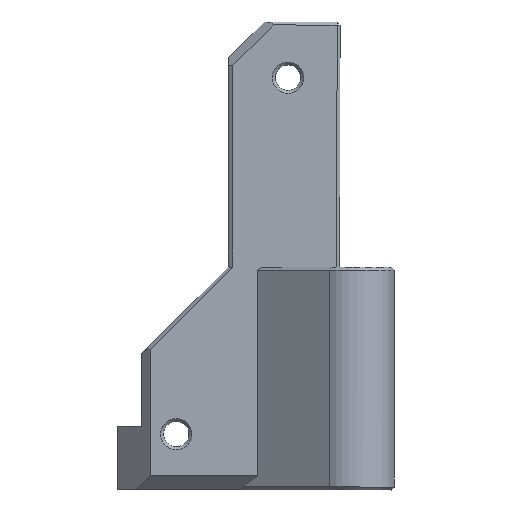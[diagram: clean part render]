
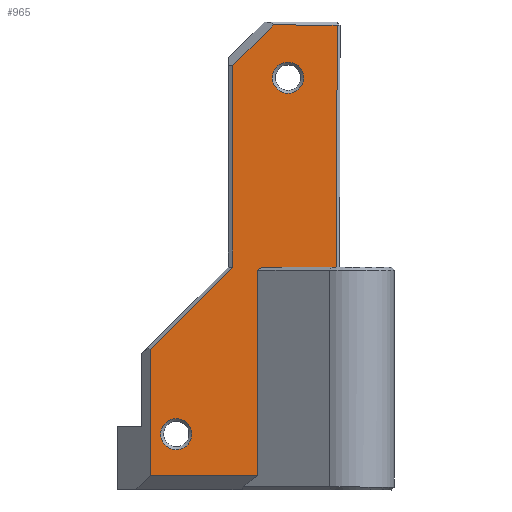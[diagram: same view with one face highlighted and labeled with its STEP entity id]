
A CAD part, left-side view. The second image highlights one B-rep face of the part: STEP entity #965.
In plain terms, the highlighted planar face has unit normal (-1, 0, 0).
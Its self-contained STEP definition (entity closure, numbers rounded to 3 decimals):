
#16=FACE_BOUND('',#387,.T.);
#17=FACE_BOUND('',#388,.T.);
#36=PLANE('',#1055);
#81=LINE('',#1426,#196);
#86=LINE('',#1438,#201);
#96=LINE('',#1461,#211);
#100=LINE('',#1468,#215);
#120=LINE('',#1515,#235);
#122=LINE('',#1518,#237);
#149=LINE('',#1588,#264);
#150=LINE('',#1590,#265);
#151=LINE('',#1592,#266);
#152=LINE('',#1593,#267);
#196=VECTOR('',#1128,10.);
#201=VECTOR('',#1141,10.);
#211=VECTOR('',#1161,10.);
#215=VECTOR('',#1167,10.);
#235=VECTOR('',#1207,1000.);
#237=VECTOR('',#1211,10.);
#264=VECTOR('',#1270,1000.);
#265=VECTOR('',#1271,1000.);
#266=VECTOR('',#1272,1000.);
#267=VECTOR('',#1273,1000.);
#331=FACE_OUTER_BOUND('',#386,.T.);
#386=EDGE_LOOP('',(#824,#825,#826,#827,#828,#829,#830,#831,#832,#833));
#387=EDGE_LOOP('',(#834));
#388=EDGE_LOOP('',(#835));
#429=CIRCLE('',#1045,2.1);
#431=CIRCLE('',#1048,2.1);
#452=VERTEX_POINT('',#1423);
#453=VERTEX_POINT('',#1425);
#456=VERTEX_POINT('',#1437);
#462=VERTEX_POINT('',#1454);
#464=VERTEX_POINT('',#1459);
#465=VERTEX_POINT('',#1464);
#483=VERTEX_POINT('',#1514);
#488=VERTEX_POINT('',#1530);
#490=VERTEX_POINT('',#1536);
#510=VERTEX_POINT('',#1587);
#511=VERTEX_POINT('',#1589);
#512=VERTEX_POINT('',#1591);
#544=EDGE_CURVE('',#453,#452,#81,.T.);
#550=EDGE_CURVE('',#456,#452,#86,.F.);
#561=EDGE_CURVE('',#464,#462,#96,.T.);
#565=EDGE_CURVE('',#462,#465,#100,.T.);
#588=EDGE_CURVE('',#453,#483,#120,.T.);
#590=EDGE_CURVE('',#456,#465,#122,.T.);
#597=EDGE_CURVE('',#488,#488,#429,.T.);
#600=EDGE_CURVE('',#490,#490,#431,.T.);
#626=EDGE_CURVE('',#510,#464,#149,.T.);
#627=EDGE_CURVE('',#510,#511,#150,.T.);
#628=EDGE_CURVE('',#512,#511,#151,.T.);
#629=EDGE_CURVE('',#512,#483,#152,.T.);
#824=ORIENTED_EDGE('',*,*,#561,.F.);
#825=ORIENTED_EDGE('',*,*,#626,.F.);
#826=ORIENTED_EDGE('',*,*,#627,.T.);
#827=ORIENTED_EDGE('',*,*,#628,.F.);
#828=ORIENTED_EDGE('',*,*,#629,.T.);
#829=ORIENTED_EDGE('',*,*,#588,.F.);
#830=ORIENTED_EDGE('',*,*,#544,.T.);
#831=ORIENTED_EDGE('',*,*,#550,.F.);
#832=ORIENTED_EDGE('',*,*,#590,.T.);
#833=ORIENTED_EDGE('',*,*,#565,.F.);
#834=ORIENTED_EDGE('',*,*,#600,.T.);
#835=ORIENTED_EDGE('',*,*,#597,.T.);
#965=ADVANCED_FACE('',(#331,#16,#17),#36,.T.);
#1045=AXIS2_PLACEMENT_3D('',#1532,#1225,#1226);
#1048=AXIS2_PLACEMENT_3D('',#1538,#1232,#1233);
#1055=AXIS2_PLACEMENT_3D('',#1586,#1268,#1269);
#1128=DIRECTION('',(0.,-0.001,1.));
#1141=DIRECTION('',(0.,-0.862,0.506));
#1161=DIRECTION('',(0.,-1.,-0.001));
#1167=DIRECTION('',(0.,0.001,-1.));
#1207=DIRECTION('',(0.,1.,0.001));
#1211=DIRECTION('',(0.,-1.,-0.001));
#1225=DIRECTION('center_axis',(1.,0.,0.));
#1226=DIRECTION('ref_axis',(0.,0.,
1.));
#1232=DIRECTION('center_axis',(1.,0.,0.));
#1233=DIRECTION('ref_axis',(0.,0.,
1.));
#1268=DIRECTION('center_axis',(-1.,0.,0.));
#1269=DIRECTION('ref_axis',(0.,1.,0.001));
#1270=DIRECTION('',(0.,-0.708,0.706));
#1271=DIRECTION('',(0.,0.001,-1.));
#1272=DIRECTION('',(0.,-0.708,0.706));
#1273=DIRECTION('',(0.,0.001,-1.));
#1423=CARTESIAN_POINT('',(39.251,-218.463,-368.27));
#1425=CARTESIAN_POINT('',(39.251,-218.438,-395.949));
#1426=CARTESIAN_POINT('',(39.251,-218.436,-397.87));
#1437=CARTESIAN_POINT('',(39.251,-219.144,-367.871));
#1438=CARTESIAN_POINT('',(39.251,-219.47,-367.679));
#1454=CARTESIAN_POINT('',(39.251,-229.139,-335.28));
#1459=CARTESIAN_POINT('',(39.251,-220.552,-335.272));
#1461=CARTESIAN_POINT('',(39.251,-116.614,-335.175));
#1464=CARTESIAN_POINT('',(39.251,-229.109,-367.88));
#1468=CARTESIAN_POINT('',(39.251,-229.079,-400.125));
#1514=CARTESIAN_POINT('',(39.251,-203.982,-395.935));
#1515=CARTESIAN_POINT('',(39.251,-233.482,-395.963));
#1518=CARTESIAN_POINT('',(39.251,-228.407,-367.879));
#1530=CARTESIAN_POINT('',(39.251,-207.488,-392.46));
#1532=CARTESIAN_POINT('Origin',(39.251,-207.488,-390.36));
#1536=CARTESIAN_POINT('',(39.251,-222.533,-344.474));
#1538=CARTESIAN_POINT('Origin',(39.251,-222.533,-342.374));
#1586=CARTESIAN_POINT('Origin',(39.251,-233.48,-397.884));
#1587=CARTESIAN_POINT('',(39.251,-215.099,-340.715));
#1588=CARTESIAN_POINT('',(39.251,-195.722,-360.056));
#1589=CARTESIAN_POINT('',(39.251,-215.074,-367.867));
#1590=CARTESIAN_POINT('',(39.251,-215.104,-334.867));
#1591=CARTESIAN_POINT('',(39.251,-203.998,-378.922));
#1592=CARTESIAN_POINT('',(39.251,-199.777,-383.135));
#1593=CARTESIAN_POINT('',(39.251,-203.981,-397.856));
